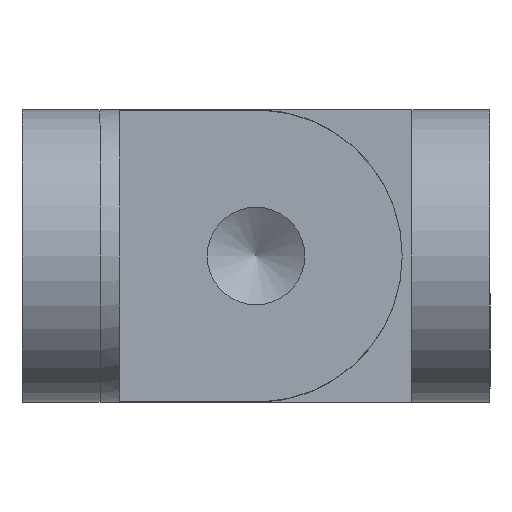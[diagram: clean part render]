
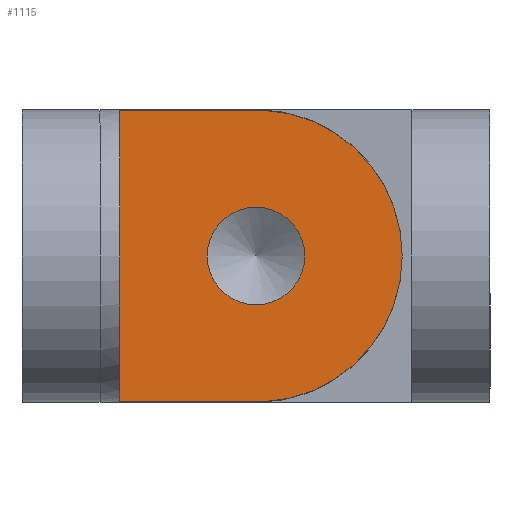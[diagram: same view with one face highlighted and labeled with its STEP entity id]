
A CAD part, front view. The second image highlights one B-rep face of the part: STEP entity #1115.
In plain terms, the highlighted planar face has unit normal (0, -1, 0).
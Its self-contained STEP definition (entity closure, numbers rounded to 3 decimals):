
#576 = VERTEX_POINT('',#577);
#577 = CARTESIAN_POINT('',(0.5,-36.5,7.483));
#584 = EDGE_CURVE('',#576,#585,#587,.T.);
#585 = VERTEX_POINT('',#586);
#586 = CARTESIAN_POINT('',(-7.,-36.5,7.483));
#587 = LINE('',#588,#589);
#588 = CARTESIAN_POINT('',(-8.,-36.5,7.483));
#589 = VECTOR('',#590,1.);
#590 = DIRECTION('',(-1.,0.,0.));
#593 = VERTEX_POINT('',#594);
#594 = CARTESIAN_POINT('',(-7.,-36.5,-7.483));
#601 = EDGE_CURVE('',#602,#593,#604,.T.);
#602 = VERTEX_POINT('',#603);
#603 = CARTESIAN_POINT('',(0.5,-36.5,-7.483));
#604 = LINE('',#605,#606);
#605 = CARTESIAN_POINT('',(-8.,-36.5,-7.483));
#606 = VECTOR('',#607,1.);
#607 = DIRECTION('',(-1.,0.,0.));
#636 = EDGE_CURVE('',#602,#576,#637,.T.);
#637 = CIRCLE('',#638,7.5);
#638 = AXIS2_PLACEMENT_3D('',#639,#640,#641);
#639 = CARTESIAN_POINT('',(0.,-36.5,0.));
#640 = DIRECTION('',(0.,-1.,0.));
#641 = DIRECTION('',(0.,0.,-1.));
#1115 = ADVANCED_FACE('',(#1116,#1127),#1138,.F.);
#1116 = FACE_BOUND('',#1117,.F.);
#1117 = EDGE_LOOP('',(#1118,#1119,#1120,#1126));
#1118 = ORIENTED_EDGE('',*,*,#636,.F.);
#1119 = ORIENTED_EDGE('',*,*,#601,.T.);
#1120 = ORIENTED_EDGE('',*,*,#1121,.T.);
#1121 = EDGE_CURVE('',#593,#585,#1122,.T.);
#1122 = LINE('',#1123,#1124);
#1123 = CARTESIAN_POINT('',(-7.,-36.5,-7.5));
#1124 = VECTOR('',#1125,1.);
#1125 = DIRECTION('',(0.,0.,1.));
#1126 = ORIENTED_EDGE('',*,*,#584,.F.);
#1127 = FACE_BOUND('',#1128,.F.);
#1128 = EDGE_LOOP('',(#1129));
#1129 = ORIENTED_EDGE('',*,*,#1130,.T.);
#1130 = EDGE_CURVE('',#1131,#1131,#1133,.T.);
#1131 = VERTEX_POINT('',#1132);
#1132 = CARTESIAN_POINT('',(0.,-36.5,-2.5));
#1133 = CIRCLE('',#1134,2.5);
#1134 = AXIS2_PLACEMENT_3D('',#1135,#1136,#1137);
#1135 = CARTESIAN_POINT('',(0.,-36.5,0.));
#1136 = DIRECTION('',(0.,-1.,0.));
#1137 = DIRECTION('',(0.,0.,-1.));
#1138 = PLANE('',#1139);
#1139 = AXIS2_PLACEMENT_3D('',#1140,#1141,#1142);
#1140 = CARTESIAN_POINT('',(8.,-36.5,-7.5));
#1141 = DIRECTION('',(0.,1.,0.));
#1142 = DIRECTION('',(0.,0.,1.));
